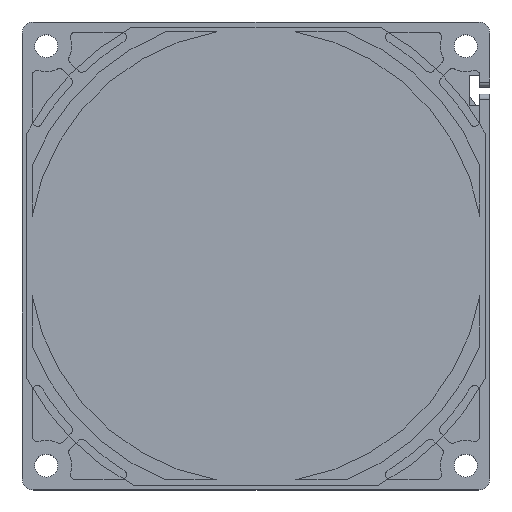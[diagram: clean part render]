
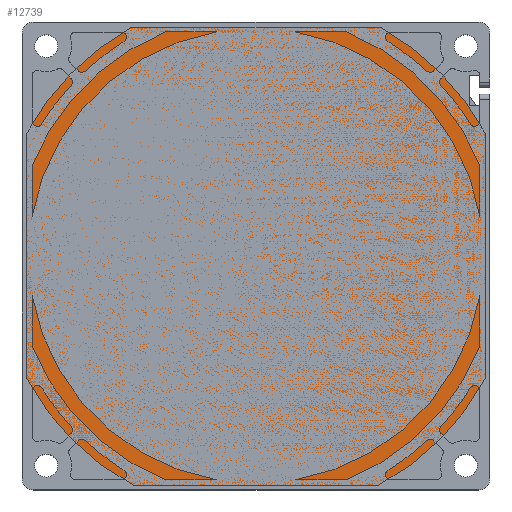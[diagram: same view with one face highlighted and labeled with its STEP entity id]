
A CAD part, top view. The second image highlights one B-rep face of the part: STEP entity #12739.
In plain terms, the highlighted planar face has unit normal (0, 0, 1).
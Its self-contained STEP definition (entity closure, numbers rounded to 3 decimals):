
#12664=CARTESIAN_POINT('',(0.,0.,15.452));
#12665=DIRECTION('',(0.,0.,-1.));
#12666=DIRECTION('',(-0.473,-0.881,0.));
#12667=AXIS2_PLACEMENT_3D('',#12664,#12665,#12666);
#12669=DIRECTION('',(0.,1.,0.));
#12670=VECTOR('',#12669,48.298);
#12671=CARTESIAN_POINT('',(-45.079,-24.149,15.452));
#12672=LINE('',#12671,#12670);
#12673=CARTESIAN_POINT('',(0.,0.,15.452));
#12674=DIRECTION('',(0.,0.,-1.));
#12675=DIRECTION('',(-0.881,0.472,0.));
#12676=AXIS2_PLACEMENT_3D('',#12673,#12674,#12675);
#12678=DIRECTION('',(1.,0.,0.));
#12679=VECTOR('',#12678,49.193);
#12680=CARTESIAN_POINT('',(-24.596,44.837,15.452));
#12681=LINE('',#12680,#12679);
#12682=CARTESIAN_POINT('',(0.,0.,15.452));
#12683=DIRECTION('',(0.,0.,-1.));
#12684=DIRECTION('',(0.481,0.877,0.));
#12685=AXIS2_PLACEMENT_3D('',#12682,#12683,#12684);
#12687=DIRECTION('',(0.,-1.,0.));
#12688=VECTOR('',#12687,48.308);
#12689=CARTESIAN_POINT('',(45.077,24.154,15.452));
#12690=LINE('',#12689,#12688);
#12691=CARTESIAN_POINT('',(0.,0.,15.452));
#12692=DIRECTION('',(0.,0.,-1.));
#12693=DIRECTION('',(0.881,-0.472,0.));
#12694=AXIS2_PLACEMENT_3D('',#12691,#12692,#12693);
#12696=DIRECTION('',(-1.,0.,0.));
#12697=VECTOR('',#12696,48.355);
#12698=CARTESIAN_POINT('',(24.178,-45.064,15.452));
#12699=LINE('',#12698,#12697);
#12700=CARTESIAN_POINT('',(-45.079,-24.149,15.452));
#12701=CARTESIAN_POINT('',(-24.178,-45.064,15.452));
#12702=VERTEX_POINT('',#12700);
#12703=VERTEX_POINT('',#12701);
#12704=CARTESIAN_POINT('',(24.178,-45.064,15.452));
#12705=VERTEX_POINT('',#12704);
#12706=CARTESIAN_POINT('',(45.077,-24.154,15.452));
#12707=VERTEX_POINT('',#12706);
#12708=CARTESIAN_POINT('',(45.077,24.154,15.452));
#12709=VERTEX_POINT('',#12708);
#12710=CARTESIAN_POINT('',(24.596,44.837,15.452));
#12711=VERTEX_POINT('',#12710);
#12712=CARTESIAN_POINT('',(-24.596,44.837,15.452));
#12713=VERTEX_POINT('',#12712);
#12714=CARTESIAN_POINT('',(-45.079,24.149,15.452));
#12715=VERTEX_POINT('',#12714);
#12716=CARTESIAN_POINT('',(0.,0.,15.452));
#12717=DIRECTION('',(0.,0.,1.));
#12718=DIRECTION('',(0.,1.,0.));
#12719=AXIS2_PLACEMENT_3D('',#12716,#12717,#12718);
#12720=PLANE('',#12719);
#12722=ORIENTED_EDGE('',*,*,#12721,.T.);
#12724=ORIENTED_EDGE('',*,*,#12723,.T.);
#12726=ORIENTED_EDGE('',*,*,#12725,.T.);
#12728=ORIENTED_EDGE('',*,*,#12727,.T.);
#12730=ORIENTED_EDGE('',*,*,#12729,.T.);
#12732=ORIENTED_EDGE('',*,*,#12731,.T.);
#12734=ORIENTED_EDGE('',*,*,#12733,.T.);
#12736=ORIENTED_EDGE('',*,*,#12735,.T.);
#12737=EDGE_LOOP('',(#12722,#12724,#12726,#12728,#12730,#12732,#12734,#12736));
#12738=FACE_OUTER_BOUND('',#12737,.F.);
#12739=ADVANCED_FACE('',(#12738),#12720,.T.);
#12668=CIRCLE('',#12667,51.14);
#12677=CIRCLE('',#12676,51.14);
#12686=CIRCLE('',#12685,51.14);
#12695=CIRCLE('',#12694,51.14);
#12721=EDGE_CURVE('',#12703,#12702,#12668,.T.);
#12723=EDGE_CURVE('',#12702,#12715,#12672,.T.);
#12725=EDGE_CURVE('',#12715,#12713,#12677,.T.);
#12727=EDGE_CURVE('',#12713,#12711,#12681,.T.);
#12729=EDGE_CURVE('',#12711,#12709,#12686,.T.);
#12731=EDGE_CURVE('',#12709,#12707,#12690,.T.);
#12733=EDGE_CURVE('',#12707,#12705,#12695,.T.);
#12735=EDGE_CURVE('',#12705,#12703,#12699,.T.);
